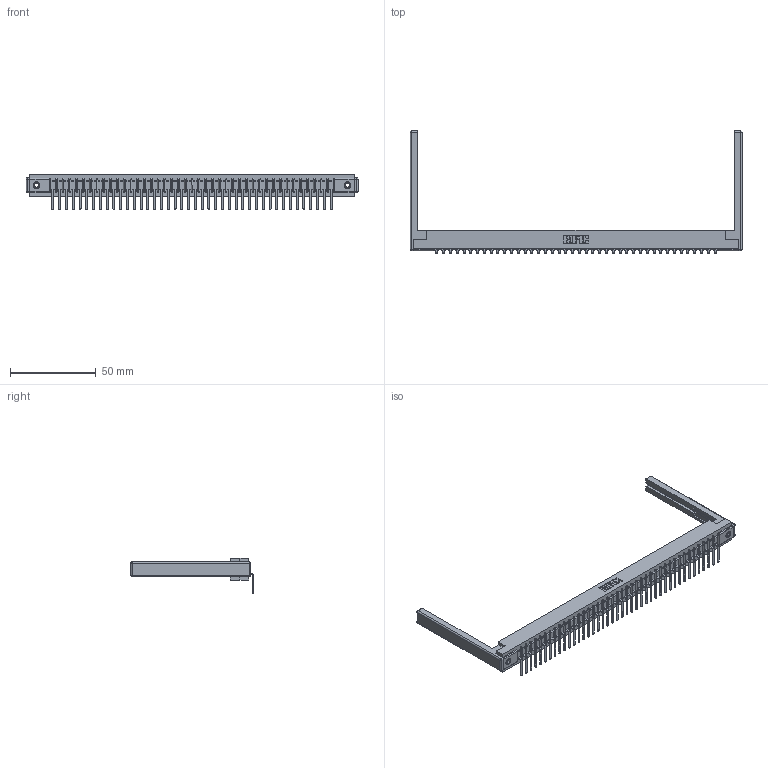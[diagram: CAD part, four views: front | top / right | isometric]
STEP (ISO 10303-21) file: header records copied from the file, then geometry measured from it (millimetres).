
FILE_DESCRIPTION (( 'STEP AP203' ), '1' );
FILE_NAME ('307-042-457-168.STEP', '2020-09-29T18:32:40', ( '' ), ( '' ), 'SwSTEP 2.0', 'SolidWorks 2020', '' );
FILE_SCHEMA (( 'CONFIG_CONTROL_DESIGN' ));
Length unit declared in the file: inch
Products named in the file (5): 307-042-457-168; 307-220-068; 307 Part_.156 Dia Mounting Holes; 307-290-002_557; 345-250-001_345-250-001-102
Assembly tree (47 placements, depth 2):
  307-042-457-168
    307 Part_.156 Dia Mounting Holes
    307-290-002_557  x42
    307-220-068  x2
    345-250-001_345-250-001-102  x2
Bounding box: 193.85 x 71.29 x 20.66 mm (x, y, z)
Volume: 25235.7 mm3; surface area: 30923.7 mm2
Topology: 47 solids, 47 shells, 3591 faces, 10961 edges, 7170 vertices
Faces by surface type: plane 2132, cylinder 1349, sphere 94, cone 12, torus 4
Entity records: 39619 total; most frequent: CARTESIAN_POINT 6649, ORIENTED_EDGE 6628, DIRECTION 6478, EDGE_CURVE 3314, VECTOR 2536, LINE 2536, VERTEX_POINT 2142, AXIS2_PLACEMENT_3D 1971
